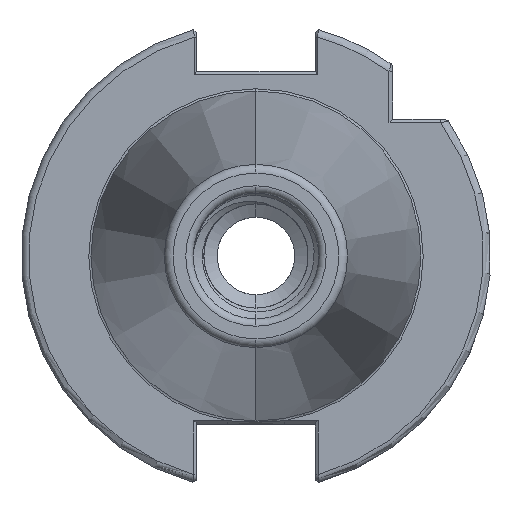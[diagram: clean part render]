
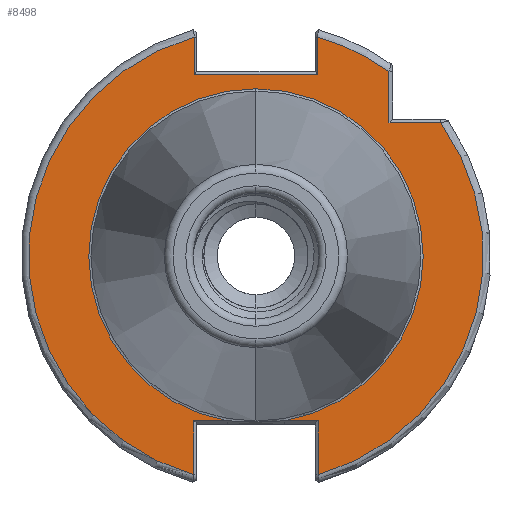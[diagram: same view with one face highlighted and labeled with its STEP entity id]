
A CAD part, left-side view. The second image highlights one B-rep face of the part: STEP entity #8498.
In plain terms, the highlighted planar face has unit normal (-1, 0, 0).
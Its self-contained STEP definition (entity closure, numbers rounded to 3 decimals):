
#674 = CARTESIAN_POINT ( 'NONE',  ( 0., 22.692, 0. ) ) ;
#689 = PLANE ( 'NONE',  #7977 ) ;
#691 = DIRECTION ( 'NONE',  ( 0., 0., -1. ) ) ;
#710 = DIRECTION ( 'NONE',  ( 1., 0., 0. ) ) ;
#1016 = FACE_OUTER_BOUND ( 'NONE', #7711, .T. ) ;
#1049 = LINE ( 'NONE', #2788, #1050 ) ;
#1050 = VECTOR ( 'NONE', #2758, 1000. ) ;
#1059 = LINE ( 'NONE', #2787, #1061 ) ;
#1061 = VECTOR ( 'NONE', #2784, 1000. ) ;
#1072 = LINE ( 'NONE', #2738, #1084 ) ;
#1073 = CIRCLE ( 'NONE', #7988, 22.627 ) ;
#1084 = VECTOR ( 'NONE', #2737, 1000. ) ;
#1093 = VECTOR ( 'NONE', #2885, 1000. ) ;
#1104 = LINE ( 'NONE', #2878, #1093 ) ;
#1111 = CIRCLE ( 'NONE', #8017, 30.775 ) ;
#1113 = CIRCLE ( 'NONE', #8015, 30.775 ) ;
#1114 = LINE ( 'NONE', #2940, #1136 ) ;
#1123 = LINE ( 'NONE', #3038, #1125 ) ;
#1125 = VECTOR ( 'NONE', #3065, 1000. ) ;
#1135 = LINE ( 'NONE', #2969, #1146 ) ;
#1136 = VECTOR ( 'NONE', #2959, 1000. ) ;
#1146 = VECTOR ( 'NONE', #2968, 1000. ) ;
#1155 = VECTOR ( 'NONE', #3036, 1000. ) ;
#1164 = LINE ( 'NONE', #3052, #1155 ) ;
#1946 = CARTESIAN_POINT ( 'NONE',  ( 0., -3.833, -22.3 ) ) ;
#1988 = CARTESIAN_POINT ( 'NONE',  ( 0., 0., 22.627 ) ) ;
#2058 = CARTESIAN_POINT ( 'NONE',  ( 0., -8.335, 24.5 ) ) ;
#2065 = CARTESIAN_POINT ( 'NONE',  ( 0., 8.451, -22.3 ) ) ;
#2069 = CARTESIAN_POINT ( 'NONE',  ( 0., -8.451, -22.3 ) ) ;
#2071 = CARTESIAN_POINT ( 'NONE',  ( 0., 8.335, 29.625 ) ) ;
#2078 = CARTESIAN_POINT ( 'NONE',  ( 0., 3.833, -22.3 ) ) ;
#2083 = CARTESIAN_POINT ( 'NONE',  ( 0., -18., 24.962 ) ) ;
#2084 = CARTESIAN_POINT ( 'NONE',  ( 0., 8.335, 24.5 ) ) ;
#2092 = CARTESIAN_POINT ( 'NONE',  ( 0., -8.335, 29.625 ) ) ;
#2095 = CARTESIAN_POINT ( 'NONE',  ( 0., 8.451, -29.592 ) ) ;
#2099 = CARTESIAN_POINT ( 'NONE',  ( 0., -8.451, -29.592 ) ) ;
#2105 = CARTESIAN_POINT ( 'NONE',  ( 0., -24.962, 18. ) ) ;
#2106 = CARTESIAN_POINT ( 'NONE',  ( 0., -18., 18. ) ) ;
#2714 = DIRECTION ( 'NONE',  ( 0., 0., -1. ) ) ;
#2736 = DIRECTION ( 'NONE',  ( 1., 0., 0. ) ) ;
#2737 = DIRECTION ( 'NONE',  ( 0., 0., 1. ) ) ;
#2738 = CARTESIAN_POINT ( 'NONE',  ( 0., -18., 24.594 ) ) ;
#2750 = CARTESIAN_POINT ( 'NONE',  ( 0., 0., 0. ) ) ;
#2758 = DIRECTION ( 'NONE',  ( 0., 1., 0. ) ) ;
#2784 = DIRECTION ( 'NONE',  ( 0., -1., 0. ) ) ;
#2787 = CARTESIAN_POINT ( 'NONE',  ( 0., 22.692, -22.3 ) ) ;
#2788 = CARTESIAN_POINT ( 'NONE',  ( 0., 8.05, 24.5 ) ) ;
#2808 = CARTESIAN_POINT ( 'NONE',  ( 0., 0., 0. ) ) ;
#2813 = DIRECTION ( 'NONE',  ( 0., 0., -1. ) ) ;
#2819 = DIRECTION ( 'NONE',  ( -1., 0., 0. ) ) ;
#2878 = CARTESIAN_POINT ( 'NONE',  ( 0., 8.451, 0. ) ) ;
#2885 = DIRECTION ( 'NONE',  ( 0., 0., 1. ) ) ;
#2930 = CARTESIAN_POINT ( 'NONE',  ( 0., 0., 0. ) ) ;
#2931 = DIRECTION ( 'NONE',  ( -1., 0., 0. ) ) ;
#2933 = DIRECTION ( 'NONE',  ( 0., 0., -1. ) ) ;
#2940 = CARTESIAN_POINT ( 'NONE',  ( 0., -8.335, 25. ) ) ;
#2959 = DIRECTION ( 'NONE',  ( 0., 0., -1. ) ) ;
#2968 = DIRECTION ( 'NONE',  ( 0., 0., 1. ) ) ;
#2969 = CARTESIAN_POINT ( 'NONE',  ( 0., 8.335, 29.704 ) ) ;
#3036 = DIRECTION ( 'NONE',  ( 0., 1., 0. ) ) ;
#3038 = CARTESIAN_POINT ( 'NONE',  ( 0., 22.692, -22.3 ) ) ;
#3052 = CARTESIAN_POINT ( 'NONE',  ( 0., -18.5, 18. ) ) ;
#3065 = DIRECTION ( 'NONE',  ( 0., -1., 0. ) ) ;
#3135 = DIRECTION ( 'NONE',  ( -1., 0., 0. ) ) ;
#3138 = DIRECTION ( 'NONE',  ( 0., 0., -1. ) ) ;
#3139 = DIRECTION ( 'NONE',  ( 0., 0., -1. ) ) ;
#3158 = CARTESIAN_POINT ( 'NONE',  ( 0., -8.451, 0. ) ) ;
#3163 = CARTESIAN_POINT ( 'NONE',  ( 0., 0., 0. ) ) ;
#3805 = DIRECTION ( 'NONE',  ( 0., 0., -1. ) ) ;
#3816 = CARTESIAN_POINT ( 'NONE',  ( 0., 0., 0. ) ) ;
#3841 = DIRECTION ( 'NONE',  ( 1., 0., 0. ) ) ;
#7461 = VERTEX_POINT ( 'NONE', #1946 ) ;
#7464 = VERTEX_POINT ( 'NONE', #1988 ) ;
#7549 = VERTEX_POINT ( 'NONE', #2065 ) ;
#7556 = VERTEX_POINT ( 'NONE', #2083 ) ;
#7561 = VERTEX_POINT ( 'NONE', #2078 ) ;
#7567 = VERTEX_POINT ( 'NONE', #2092 ) ;
#7577 = VERTEX_POINT ( 'NONE', #2105 ) ;
#7578 = VERTEX_POINT ( 'NONE', #2058 ) ;
#7583 = VERTEX_POINT ( 'NONE', #2069 ) ;
#7585 = VERTEX_POINT ( 'NONE', #2099 ) ;
#7591 = VERTEX_POINT ( 'NONE', #2084 ) ;
#7597 = VERTEX_POINT ( 'NONE', #2095 ) ;
#7598 = VERTEX_POINT ( 'NONE', #2071 ) ;
#7599 = VERTEX_POINT ( 'NONE', #2106 ) ;
#7711 = EDGE_LOOP ( 'NONE', ( #8924, #8866, #8827, #8812, #8838, #8826, #8909, #8855, #8833, #8851, #8870, #8823, #8929, #8841 ) ) ;
#7977 = AXIS2_PLACEMENT_3D ( 'NONE', #674, #710, #691 ) ;
#7988 = AXIS2_PLACEMENT_3D ( 'NONE', #2750, #2736, #2714 ) ;
#7995 = AXIS2_PLACEMENT_3D ( 'NONE', #3163, #3135, #3139 ) ;
#8015 = AXIS2_PLACEMENT_3D ( 'NONE', #2930, #2931, #2933 ) ;
#8017 = AXIS2_PLACEMENT_3D ( 'NONE', #2808, #2819, #2813 ) ;
#8091 = AXIS2_PLACEMENT_3D ( 'NONE', #3816, #3841, #3805 ) ;
#8218 = CIRCLE ( 'NONE', #8091, 22.627 ) ;
#8255 = LINE ( 'NONE', #3158, #8268 ) ;
#8259 = CIRCLE ( 'NONE', #7995, 30.775 ) ;
#8268 = VECTOR ( 'NONE', #3138, 1000. ) ;
#8498 = ADVANCED_FACE ( 'NONE', ( #1016 ), #689, .F. ) ;
#8812 = ORIENTED_EDGE ( 'NONE', *, *, #10498, .T. ) ;
#8823 = ORIENTED_EDGE ( 'NONE', *, *, #10461, .T. ) ;
#8826 = ORIENTED_EDGE ( 'NONE', *, *, #10499, .T. ) ;
#8827 = ORIENTED_EDGE ( 'NONE', *, *, #10556, .T. ) ;
#8833 = ORIENTED_EDGE ( 'NONE', *, *, #10520, .T. ) ;
#8838 = ORIENTED_EDGE ( 'NONE', *, *, #10467, .T. ) ;
#8841 = ORIENTED_EDGE ( 'NONE', *, *, #10493, .T. ) ;
#8851 = ORIENTED_EDGE ( 'NONE', *, *, #10450, .T. ) ;
#8855 = ORIENTED_EDGE ( 'NONE', *, *, #10485, .T. ) ;
#8866 = ORIENTED_EDGE ( 'NONE', *, *, #10448, .T. ) ;
#8870 = ORIENTED_EDGE ( 'NONE', *, *, #10682, .T. ) ;
#8909 = ORIENTED_EDGE ( 'NONE', *, *, #10473, .T. ) ;
#8924 = ORIENTED_EDGE ( 'NONE', *, *, #10529, .T. ) ;
#8929 = ORIENTED_EDGE ( 'NONE', *, *, #10554, .T. ) ;
#10448 = EDGE_CURVE ( 'NONE', #7599, #7556, #1072, .T. ) ;
#10450 = EDGE_CURVE ( 'NONE', #7561, #7464, #1073, .T. ) ;
#10461 = EDGE_CURVE ( 'NONE', #7461, #7583, #1059, .T. ) ;
#10467 = EDGE_CURVE ( 'NONE', #7578, #7591, #1049, .T. ) ;
#10473 = EDGE_CURVE ( 'NONE', #7598, #7597, #1111, .T. ) ;
#10485 = EDGE_CURVE ( 'NONE', #7597, #7549, #1104, .T. ) ;
#10493 = EDGE_CURVE ( 'NONE', #7585, #7577, #1113, .T. ) ;
#10498 = EDGE_CURVE ( 'NONE', #7567, #7578, #1114, .T. ) ;
#10499 = EDGE_CURVE ( 'NONE', #7591, #7598, #1135, .T. ) ;
#10520 = EDGE_CURVE ( 'NONE', #7549, #7561, #1123, .T. ) ;
#10529 = EDGE_CURVE ( 'NONE', #7577, #7599, #1164, .T. ) ;
#10554 = EDGE_CURVE ( 'NONE', #7583, #7585, #8255, .T. ) ;
#10556 = EDGE_CURVE ( 'NONE', #7556, #7567, #8259, .T. ) ;
#10682 = EDGE_CURVE ( 'NONE', #7464, #7461, #8218, .T. ) ;
